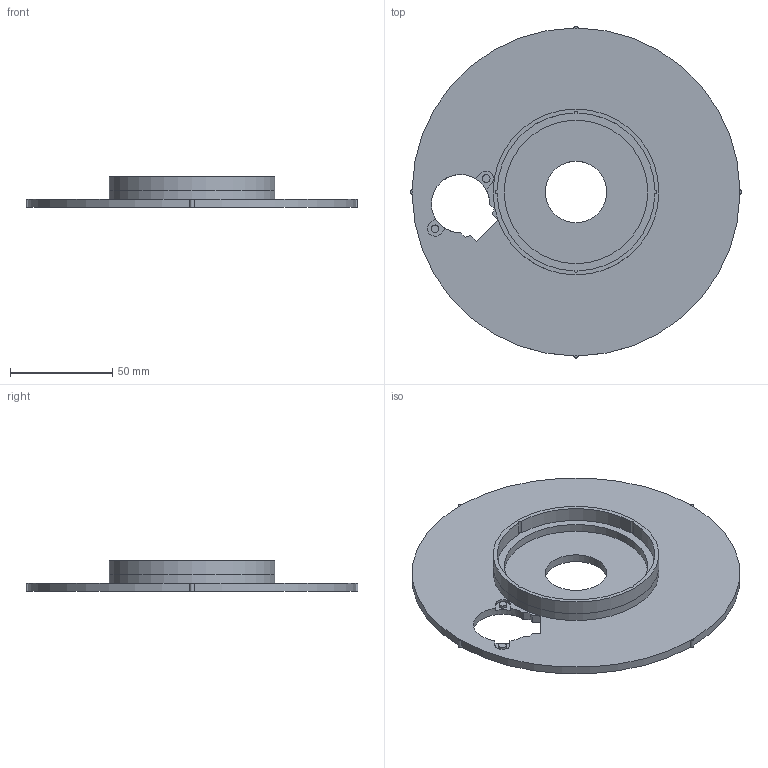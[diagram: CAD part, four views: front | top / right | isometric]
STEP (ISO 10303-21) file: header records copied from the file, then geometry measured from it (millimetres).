
FILE_DESCRIPTION(('FreeCAD Model'),'2;1');
FILE_NAME('Open CASCADE Shape Model','2024-07-10T20:29:26',('Author'),( ''),'Open CASCADE STEP processor 7.6','FreeCAD','Unknown');
FILE_SCHEMA(('AUTOMOTIVE_DESIGN { 1 0 10303 214 1 1 1 1 }'));
Length unit declared in the file: millimetre
Products named in the file (1): Body
Bounding box: 161.99 x 161.99 x 15 mm (x, y, z)
Volume: 83075.6 mm3; surface area: 45607.7 mm2
Topology: 1 solids, 1 shells, 54 faces, 128 edges, 81 vertices
Faces by surface type: plane 29, cylinder 25
Full cylindrical faces by diameter (mm): 3.75 x2, 30 x1, 70 x1, 80.9 x2
Entity records: 1601 total; most frequent: DIRECTION 301, CARTESIAN_POINT 264, ORIENTED_EDGE 256, EDGE_CURVE 128, AXIS2_PLACEMENT_3D 118, VERTEX_POINT 81, LINE 65, VECTOR 65
